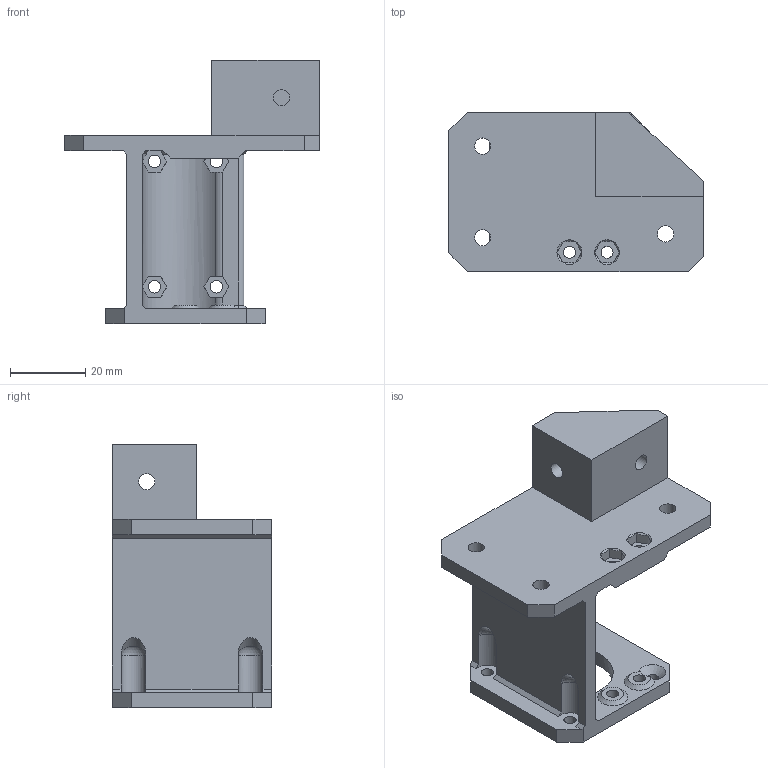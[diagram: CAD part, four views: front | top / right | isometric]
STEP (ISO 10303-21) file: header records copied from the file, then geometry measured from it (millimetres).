
FILE_DESCRIPTION(/* description */ (''),/* implementation_level */ '2;1');
FILE_NAME(/* name */ 'V06-01-02-01 - X axis motor mount.step',/* time_stamp */ '2021-10-07T19:34:08+03:00',/* author */ (''),/* organization */ (''),/* preprocessor_version */ 'ST-DEVELOPER v18.1',/* originating_system */ 'Autodesk Translation Framework v10.10.0.1391',/* authorisation */ '');
FILE_SCHEMA (('AUTOMOTIVE_DESIGN { 1 0 10303 214 3 1 1 }'));
Length unit declared in the file: millimetre
Products named in the file (1): V06-01-02-03 - X axis motor mount (XY/2 version)
Bounding box: 67.5 x 42.3 x 70 mm (x, y, z)
Volume: 39484.4 mm3; surface area: 18703.2 mm2
Topology: 1 solids, 1 shells, 146 faces, 372 edges, 231 vertices
Faces by surface type: plane 90, cylinder 29, cone 24, sphere 3
Full cylindrical faces by diameter (mm): 3.2 x8, 3.3 x4, 4.3 x5, 23 x1
Entity records: 4465 total; most frequent: CARTESIAN_POINT 797, DIRECTION 761, ORIENTED_EDGE 744, EDGE_CURVE 372, AXIS2_PLACEMENT_3D 260, LINE 241, VECTOR 241, VERTEX_POINT 231
